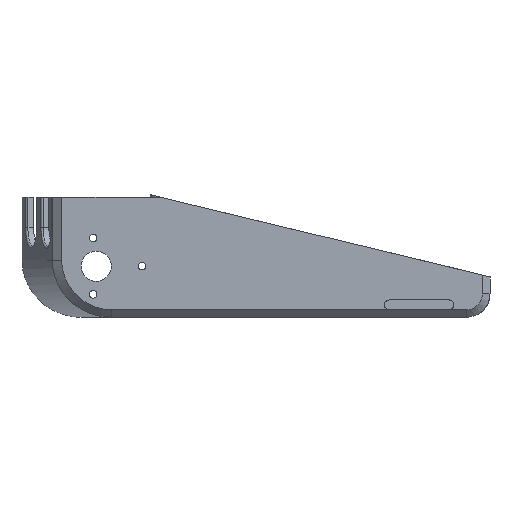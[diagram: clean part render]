
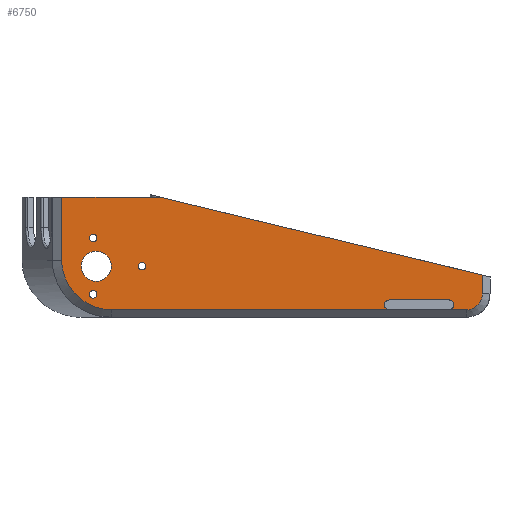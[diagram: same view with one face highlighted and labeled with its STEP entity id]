
A CAD part, left-side view. The second image highlights one B-rep face of the part: STEP entity #6750.
In plain terms, the highlighted planar face has unit normal (-1, 0, 0).
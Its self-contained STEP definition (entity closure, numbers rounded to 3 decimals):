
#1688 = VERTEX_POINT('',#1689);
#1689 = CARTESIAN_POINT('',(-50.8,-49.421,3.302));
#1695 = EDGE_CURVE('',#1696,#1688,#1698,.T.);
#1696 = VERTEX_POINT('',#1697);
#1697 = CARTESIAN_POINT('',(-50.8,-74.821,3.302));
#1698 = LINE('',#1699,#1700);
#1699 = CARTESIAN_POINT('',(-50.8,8.627,3.302));
#1700 = VECTOR('',#1701,1.);
#1701 = DIRECTION('',(0.,1.,0.));
#3063 = VERTEX_POINT('',#3064);
#3064 = CARTESIAN_POINT('',(-50.8,88.9,50.8));
#3070 = EDGE_CURVE('',#3063,#3071,#3073,.T.);
#3071 = VERTEX_POINT('',#3072);
#3072 = CARTESIAN_POINT('',(-50.8,47.574,50.8));
#3073 = LINE('',#3074,#3075);
#3074 = CARTESIAN_POINT('',(-50.8,92.075,50.8));
#3075 = VECTOR('',#3076,1.);
#3076 = DIRECTION('',(0.,-1.,0.));
#3361 = VERTEX_POINT('',#3362);
#3362 = CARTESIAN_POINT('',(-50.8,88.9,24.13));
#3367 = EDGE_CURVE('',#3361,#3063,#3368,.T.);
#3368 = LINE('',#3369,#3370);
#3369 = CARTESIAN_POINT('',(-50.8,88.9,24.13));
#3370 = VECTOR('',#3371,1.);
#3371 = DIRECTION('',(0.,0.,1.));
#6731 = VERTEX_POINT('',#6732);
#6732 = CARTESIAN_POINT('',(-50.8,-74.821,7.302));
#6738 = EDGE_CURVE('',#6731,#1696,#6739,.T.);
#6739 = CIRCLE('',#6740,2.);
#6740 = AXIS2_PLACEMENT_3D('',#6741,#6742,#6743);
#6741 = CARTESIAN_POINT('',(-50.8,-74.821,5.302));
#6742 = DIRECTION('',(1.,0.,0.));
#6743 = DIRECTION('',(0.,1.,0.));
#6750 = ADVANCED_FACE('',(#6751,#6800,#6811,#6822,#6833,#6844),#6863,.F.
  );
#6751 = FACE_BOUND('',#6752,.F.);
#6752 = EDGE_LOOP('',(#6753,#6761,#6769,#6778,#6786,#6798,#6799));
#6753 = ORIENTED_EDGE('',*,*,#6754,.T.);
#6754 = EDGE_CURVE('',#3071,#6755,#6757,.T.);
#6755 = VERTEX_POINT('',#6756);
#6756 = CARTESIAN_POINT('',(-50.8,-88.9,17.815));
#6757 = LINE('',#6758,#6759);
#6758 = CARTESIAN_POINT('',(-50.8,87.139,60.363));
#6759 = VECTOR('',#6760,1.);
#6760 = DIRECTION('',(0.,-0.972,-0.235));
#6761 = ORIENTED_EDGE('',*,*,#6762,.T.);
#6762 = EDGE_CURVE('',#6755,#6763,#6765,.T.);
#6763 = VERTEX_POINT('',#6764);
#6764 = CARTESIAN_POINT('',(-50.8,-88.9,9.906));
#6765 = LINE('',#6766,#6767);
#6766 = CARTESIAN_POINT('',(-50.8,-88.9,17.047));
#6767 = VECTOR('',#6768,1.);
#6768 = DIRECTION('',(-0.,-0.,-1.));
#6769 = ORIENTED_EDGE('',*,*,#6770,.T.);
#6770 = EDGE_CURVE('',#6763,#6771,#6773,.T.);
#6771 = VERTEX_POINT('',#6772);
#6772 = CARTESIAN_POINT('',(-50.8,-82.169,3.175));
#6773 = CIRCLE('',#6774,6.731);
#6774 = AXIS2_PLACEMENT_3D('',#6775,#6776,#6777);
#6775 = CARTESIAN_POINT('',(-50.8,-82.169,9.906));
#6776 = DIRECTION('',(1.,0.,0.));
#6777 = DIRECTION('',(0.,-1.,0.));
#6778 = ORIENTED_EDGE('',*,*,#6779,.T.);
#6779 = EDGE_CURVE('',#6771,#6780,#6782,.T.);
#6780 = VERTEX_POINT('',#6781);
#6781 = CARTESIAN_POINT('',(-50.8,67.945,3.175));
#6782 = LINE('',#6783,#6784);
#6783 = CARTESIAN_POINT('',(-50.8,-82.169,3.175));
#6784 = VECTOR('',#6785,1.);
#6785 = DIRECTION('',(0.,1.,0.));
#6786 = ORIENTED_EDGE('',*,*,#6787,.T.);
#6787 = EDGE_CURVE('',#6780,#3361,#6788,.T.);
#6788 = B_SPLINE_CURVE_WITH_KNOTS('',8,(#6789,#6790,#6791,#6792,#6793,
    #6794,#6795,#6796,#6797),.UNSPECIFIED.,.F.,.F.,(9,9),(
    172.815,210.539),.PIECEWISE_BEZIER_KNOTS.);
#6789 = CARTESIAN_POINT('',(-50.8,67.942,3.175));
#6790 = CARTESIAN_POINT('',(-50.8,72.099,3.178));
#6791 = CARTESIAN_POINT('',(-50.8,76.224,4.137));
#6792 = CARTESIAN_POINT('',(-50.8,80.091,
    6.028));
#6793 = CARTESIAN_POINT('',(-50.8,83.476,8.767));
#6794 = CARTESIAN_POINT('',(-50.8,86.16,
    12.192));
#6795 = CARTESIAN_POINT('',(-50.8,87.99,16.065));
#6796 = CARTESIAN_POINT('',(-50.8,88.9,20.126));
#6797 = CARTESIAN_POINT('',(-50.8,88.9,24.13));
#6798 = ORIENTED_EDGE('',*,*,#3367,.T.);
#6799 = ORIENTED_EDGE('',*,*,#3070,.T.);
#6800 = FACE_BOUND('',#6801,.F.);
#6801 = EDGE_LOOP('',(#6802));
#6802 = ORIENTED_EDGE('',*,*,#6803,.F.);
#6803 = EDGE_CURVE('',#6804,#6804,#6806,.T.);
#6804 = VERTEX_POINT('',#6805);
#6805 = CARTESIAN_POINT('',(-50.8,77.186,33.432));
#6806 = CIRCLE('',#6807,1.588);
#6807 = AXIS2_PLACEMENT_3D('',#6808,#6809,#6810);
#6808 = CARTESIAN_POINT('',(-50.8,75.599,33.432));
#6809 = DIRECTION('',(1.,0.,0.));
#6810 = DIRECTION('',(0.,1.,0.));
#6811 = FACE_BOUND('',#6812,.F.);
#6812 = EDGE_LOOP('',(#6813));
#6813 = ORIENTED_EDGE('',*,*,#6814,.F.);
#6814 = EDGE_CURVE('',#6815,#6815,#6817,.T.);
#6815 = VERTEX_POINT('',#6816);
#6816 = CARTESIAN_POINT('',(-50.8,80.679,21.554));
#6817 = CIRCLE('',#6818,6.35);
#6818 = AXIS2_PLACEMENT_3D('',#6819,#6820,#6821);
#6819 = CARTESIAN_POINT('',(-50.8,74.329,21.554));
#6820 = DIRECTION('',(1.,0.,0.));
#6821 = DIRECTION('',(0.,1.,0.));
#6822 = FACE_BOUND('',#6823,.F.);
#6823 = EDGE_LOOP('',(#6824));
#6824 = ORIENTED_EDGE('',*,*,#6825,.F.);
#6825 = EDGE_CURVE('',#6826,#6826,#6828,.T.);
#6826 = VERTEX_POINT('',#6827);
#6827 = CARTESIAN_POINT('',(-50.8,56.612,21.554));
#6828 = CIRCLE('',#6829,1.588);
#6829 = AXIS2_PLACEMENT_3D('',#6830,#6831,#6832);
#6830 = CARTESIAN_POINT('',(-50.8,55.025,21.554));
#6831 = DIRECTION('',(1.,0.,0.));
#6832 = DIRECTION('',(0.,1.,0.));
#6833 = FACE_BOUND('',#6834,.F.);
#6834 = EDGE_LOOP('',(#6835));
#6835 = ORIENTED_EDGE('',*,*,#6836,.F.);
#6836 = EDGE_CURVE('',#6837,#6837,#6839,.T.);
#6837 = VERTEX_POINT('',#6838);
#6838 = CARTESIAN_POINT('',(-50.8,77.186,9.675));
#6839 = CIRCLE('',#6840,1.588);
#6840 = AXIS2_PLACEMENT_3D('',#6841,#6842,#6843);
#6841 = CARTESIAN_POINT('',(-50.8,75.599,9.675));
#6842 = DIRECTION('',(1.,0.,0.));
#6843 = DIRECTION('',(0.,1.,0.));
#6844 = FACE_BOUND('',#6845,.F.);
#6845 = EDGE_LOOP('',(#6846,#6847,#6855,#6862));
#6846 = ORIENTED_EDGE('',*,*,#6738,.F.);
#6847 = ORIENTED_EDGE('',*,*,#6848,.T.);
#6848 = EDGE_CURVE('',#6731,#6849,#6851,.T.);
#6849 = VERTEX_POINT('',#6850);
#6850 = CARTESIAN_POINT('',(-50.8,-49.421,7.302));
#6851 = LINE('',#6852,#6853);
#6852 = CARTESIAN_POINT('',(-50.8,8.627,7.302));
#6853 = VECTOR('',#6854,1.);
#6854 = DIRECTION('',(0.,1.,0.));
#6855 = ORIENTED_EDGE('',*,*,#6856,.F.);
#6856 = EDGE_CURVE('',#1688,#6849,#6857,.T.);
#6857 = CIRCLE('',#6858,2.);
#6858 = AXIS2_PLACEMENT_3D('',#6859,#6860,#6861);
#6859 = CARTESIAN_POINT('',(-50.8,-49.421,5.302));
#6860 = DIRECTION('',(1.,0.,0.));
#6861 = DIRECTION('',(0.,1.,0.));
#6862 = ORIENTED_EDGE('',*,*,#1695,.F.);
#6863 = PLANE('',#6864);
#6864 = AXIS2_PLACEMENT_3D('',#6865,#6866,#6867);
#6865 = CARTESIAN_POINT('',(-50.8,92.075,0.));
#6866 = DIRECTION('',(1.,0.,0.));
#6867 = DIRECTION('',(0.,-1.,0.));
